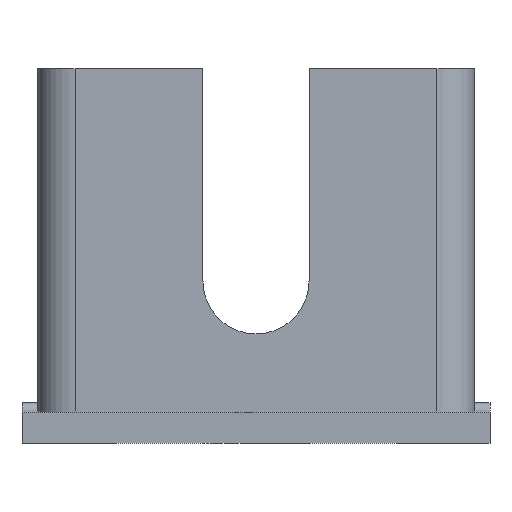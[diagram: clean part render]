
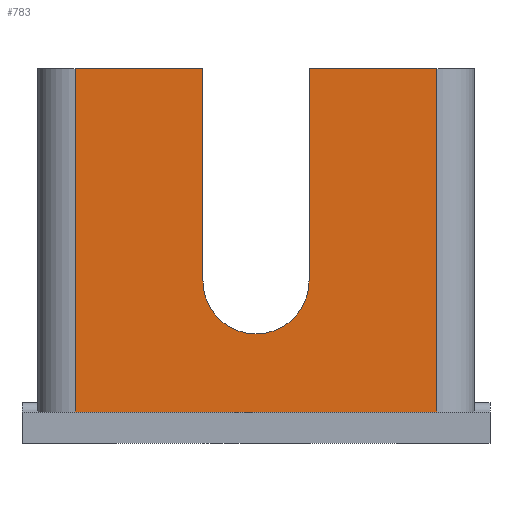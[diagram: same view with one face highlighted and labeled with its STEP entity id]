
A CAD part, front view. The second image highlights one B-rep face of the part: STEP entity #783.
In plain terms, the highlighted planar face has unit normal (0, -1, 0).
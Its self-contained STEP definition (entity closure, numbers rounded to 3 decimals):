
#6 = VERTEX_POINT ( 'NONE', #1112 ) ;
#74 = ORIENTED_EDGE ( 'NONE', *, *, #462, .F. ) ;
#94 = DIRECTION ( 'NONE',  ( 0., 0., 1. ) ) ;
#98 = AXIS2_PLACEMENT_3D ( 'NONE', #930, #1476, #376 ) ;
#101 = VECTOR ( 'NONE', #1067, 1000. ) ;
#197 = DIRECTION ( 'NONE',  ( 1., 0., 0. ) ) ;
#201 = DIRECTION ( 'NONE',  ( 0., 1., 0. ) ) ;
#223 = LINE ( 'NONE', #2245, #347 ) ;
#242 = LINE ( 'NONE', #1233, #101 ) ;
#320 = VECTOR ( 'NONE', #1281, 1000. ) ;
#347 = VECTOR ( 'NONE', #451, 1000. ) ;
#367 = CARTESIAN_POINT ( 'NONE',  ( 7.974, 53.49, 129.743 ) ) ;
#376 = DIRECTION ( 'NONE',  ( 0., 0., 1. ) ) ;
#379 = VECTOR ( 'NONE', #197, 1000. ) ;
#445 = VERTEX_POINT ( 'NONE', #1775 ) ;
#451 = DIRECTION ( 'NONE',  ( 1., 0., 0. ) ) ;
#462 = EDGE_CURVE ( 'NONE', #6, #1302, #242, .T. ) ;
#535 = EDGE_CURVE ( 'NONE', #1592, #1942, #2233, .T. ) ;
#559 = DIRECTION ( 'NONE',  ( 0., 0., 1. ) ) ;
#570 = CARTESIAN_POINT ( 'NONE',  ( 7.974, 53.49, 95.743 ) ) ;
#576 = PLANE ( 'NONE',  #98 ) ;
#580 = EDGE_CURVE ( 'NONE', #6, #1885, #1612, .T. ) ;
#708 = CARTESIAN_POINT ( 'NONE',  ( -9.026, 53.49, 129.743 ) ) ;
#758 = EDGE_LOOP ( 'NONE', ( #1408, #1502, #1614, #1704, #74, #2307, #1559, #1357 ) ) ;
#771 = EDGE_CURVE ( 'NONE', #1491, #1592, #1523, .T. ) ;
#783 = ADVANCED_FACE ( 'NONE', ( #1435 ), #576, .F. ) ;
#896 = LINE ( 'NONE', #1691, #2156 ) ;
#930 = CARTESIAN_POINT ( 'NONE',  ( -0.526, 53.49, 129.743 ) ) ;
#951 = VERTEX_POINT ( 'NONE', #1005 ) ;
#1005 = CARTESIAN_POINT ( 'NONE',  ( 28.474, 53.49, 74.743 ) ) ;
#1067 = DIRECTION ( 'NONE',  ( 1., 0., 0. ) ) ;
#1092 = DIRECTION ( 'NONE',  ( 0., 0., -1. ) ) ;
#1099 = CARTESIAN_POINT ( 'NONE',  ( -0.526, 53.49, 74.743 ) ) ;
#1112 = CARTESIAN_POINT ( 'NONE',  ( -29.526, 53.49, 129.743 ) ) ;
#1211 = LINE ( 'NONE', #1099, #379 ) ;
#1233 = CARTESIAN_POINT ( 'NONE',  ( -0.526, 53.49, 129.743 ) ) ;
#1263 = CARTESIAN_POINT ( 'NONE',  ( 28.474, 53.49, 129.743 ) ) ;
#1281 = DIRECTION ( 'NONE',  ( 0., 0., -1. ) ) ;
#1302 = VERTEX_POINT ( 'NONE', #708 ) ;
#1321 = LINE ( 'NONE', #1263, #1905 ) ;
#1357 = ORIENTED_EDGE ( 'NONE', *, *, #1423, .F. ) ;
#1369 = EDGE_CURVE ( 'NONE', #1885, #951, #1211, .T. ) ;
#1400 = CARTESIAN_POINT ( 'NONE',  ( -29.526, 53.49, 74.743 ) ) ;
#1408 = ORIENTED_EDGE ( 'NONE', *, *, #2252, .F. ) ;
#1423 = EDGE_CURVE ( 'NONE', #445, #951, #1321, .T. ) ;
#1435 = FACE_OUTER_BOUND ( 'NONE', #758, .T. ) ;
#1476 = DIRECTION ( 'NONE',  ( 0., 1., 0. ) ) ;
#1491 = VERTEX_POINT ( 'NONE', #2292 ) ;
#1502 = ORIENTED_EDGE ( 'NONE', *, *, #771, .T. ) ;
#1523 = LINE ( 'NONE', #367, #1952 ) ;
#1559 = ORIENTED_EDGE ( 'NONE', *, *, #1369, .T. ) ;
#1580 = CARTESIAN_POINT ( 'NONE',  ( -9.026, 53.49, 95.743 ) ) ;
#1592 = VERTEX_POINT ( 'NONE', #570 ) ;
#1612 = LINE ( 'NONE', #2186, #320 ) ;
#1614 = ORIENTED_EDGE ( 'NONE', *, *, #535, .T. ) ;
#1668 = EDGE_CURVE ( 'NONE', #1942, #1302, #896, .T. ) ;
#1684 = AXIS2_PLACEMENT_3D ( 'NONE', #1972, #201, #559 ) ;
#1691 = CARTESIAN_POINT ( 'NONE',  ( -9.026, 53.49, 129.743 ) ) ;
#1704 = ORIENTED_EDGE ( 'NONE', *, *, #1668, .T. ) ;
#1775 = CARTESIAN_POINT ( 'NONE',  ( 28.474, 53.49, 129.743 ) ) ;
#1885 = VERTEX_POINT ( 'NONE', #1400 ) ;
#1905 = VECTOR ( 'NONE', #1092, 1000. ) ;
#1942 = VERTEX_POINT ( 'NONE', #1580 ) ;
#1952 = VECTOR ( 'NONE', #2018, 1000. ) ;
#1972 = CARTESIAN_POINT ( 'NONE',  ( -0.526, 53.49, 95.743 ) ) ;
#2018 = DIRECTION ( 'NONE',  ( 0., 0., -1. ) ) ;
#2156 = VECTOR ( 'NONE', #94, 1000. ) ;
#2186 = CARTESIAN_POINT ( 'NONE',  ( -29.526, 53.49, 129.743 ) ) ;
#2233 = CIRCLE ( 'NONE', #1684, 8.5 ) ;
#2245 = CARTESIAN_POINT ( 'NONE',  ( -0.526, 53.49, 129.743 ) ) ;
#2252 = EDGE_CURVE ( 'NONE', #1491, #445, #223, .T. ) ;
#2292 = CARTESIAN_POINT ( 'NONE',  ( 7.974, 53.49, 129.743 ) ) ;
#2307 = ORIENTED_EDGE ( 'NONE', *, *, #580, .T. ) ;
